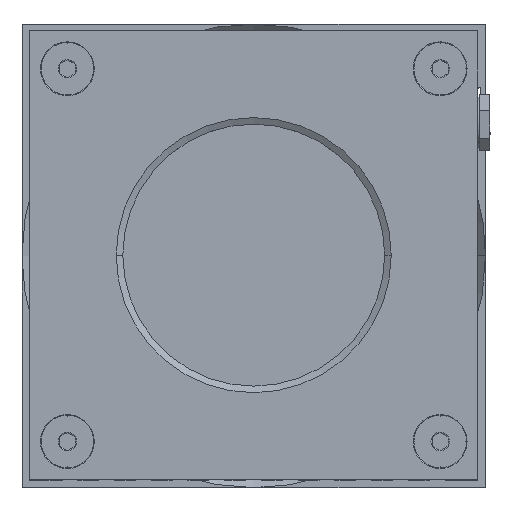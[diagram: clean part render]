
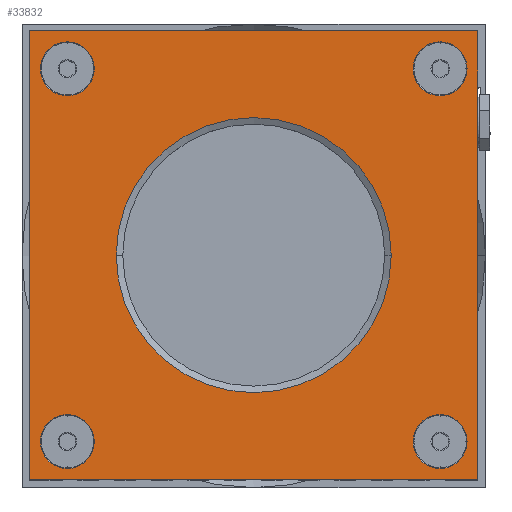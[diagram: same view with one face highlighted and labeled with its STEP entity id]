
A CAD part, top view. The second image highlights one B-rep face of the part: STEP entity #33832.
In plain terms, the highlighted planar face has unit normal (0, 0, 1).
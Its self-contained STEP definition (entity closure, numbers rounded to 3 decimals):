
#102 = AXIS2_PLACEMENT_3D ( 'NONE', #79112, #14529, #15467 ) ;
#108 = AXIS2_PLACEMENT_3D ( 'NONE', #17132, #45206, #16851 ) ;
#161 = ORIENTED_EDGE ( 'NONE', *, *, #54555, .T. ) ;
#628 = VERTEX_POINT ( 'NONE', #77010 ) ;
#772 = FACE_BOUND ( 'NONE', #80527, .T. ) ;
#1821 = VERTEX_POINT ( 'NONE', #30165 ) ;
#1944 = EDGE_CURVE ( 'NONE', #72370, #91857, #59062, .T. ) ;
#2315 = CARTESIAN_POINT ( 'NONE',  ( -36.309, -8.193, 16. ) ) ;
#3881 = DIRECTION ( 'NONE',  ( 0., 0., 1. ) ) ;
#4173 = EDGE_CURVE ( 'NONE', #76818, #78362, #75244, .T. ) ;
#4557 = VECTOR ( 'NONE', #28535, 1000. ) ;
#5583 = CARTESIAN_POINT ( 'NONE',  ( -34.155, 73.307, 16. ) ) ;
#7647 = CIRCLE ( 'NONE', #68953, 5.347 ) ;
#8246 = VERTEX_POINT ( 'NONE', #28293 ) ;
#9430 = CARTESIAN_POINT ( 'NONE',  ( -36.309, 80.807, 16. ) ) ;
#10801 = FACE_BOUND ( 'NONE', #38826, .T. ) ;
#11176 = AXIS2_PLACEMENT_3D ( 'NONE', #12406, #41388, #91053 ) ;
#12382 = CARTESIAN_POINT ( 'NONE',  ( -28.809, 73.307, 16. ) ) ;
#12406 = CARTESIAN_POINT ( 'NONE',  ( 45.191, -0.693, 16. ) ) ;
#12939 = VERTEX_POINT ( 'NONE', #57315 ) ;
#13095 = CIRCLE ( 'NONE', #77515, 27.299 ) ;
#13574 = CARTESIAN_POINT ( 'NONE',  ( 52.691, 80.807, 16. ) ) ;
#14468 = EDGE_CURVE ( 'NONE', #78362, #76818, #26998, .T. ) ;
#14529 = DIRECTION ( 'NONE',  ( 0., 0., 1. ) ) ;
#14824 = VERTEX_POINT ( 'NONE', #74410 ) ;
#15334 = ORIENTED_EDGE ( 'NONE', *, *, #4173, .F. ) ;
#15467 = DIRECTION ( 'NONE',  ( 1., 0., 0. ) ) ;
#16611 = CARTESIAN_POINT ( 'NONE',  ( -34.155, -0.693, 16. ) ) ;
#16851 = DIRECTION ( 'NONE',  ( 1., 0., 0. ) ) ;
#17001 = CARTESIAN_POINT ( 'NONE',  ( 45.191, 73.307, 16. ) ) ;
#17132 = CARTESIAN_POINT ( 'NONE',  ( 8.191, 36.307, 16. ) ) ;
#17655 = ORIENTED_EDGE ( 'NONE', *, *, #92623, .T. ) ;
#17961 = DIRECTION ( 'NONE',  ( 1., 0., 0. ) ) ;
#19843 = AXIS2_PLACEMENT_3D ( 'NONE', #59340, #45265, #52747 ) ;
#20842 = ORIENTED_EDGE ( 'NONE', *, *, #23712, .F. ) ;
#21328 = AXIS2_PLACEMENT_3D ( 'NONE', #46019, #67225, #25119 ) ;
#21345 = DIRECTION ( 'NONE',  ( 0., 0., 1. ) ) ;
#22106 = VERTEX_POINT ( 'NONE', #77448 ) ;
#23712 = EDGE_CURVE ( 'NONE', #1821, #83350, #46805, .T. ) ;
#24472 = VERTEX_POINT ( 'NONE', #16611 ) ;
#25119 = DIRECTION ( 'NONE',  ( 1., 0., 0. ) ) ;
#25712 = EDGE_LOOP ( 'NONE', ( #78704, #161, #41825, #33868 ) ) ;
#25757 = CIRCLE ( 'NONE', #11176, 5.347 ) ;
#25982 = DIRECTION ( 'NONE',  ( 1., 0., 0. ) ) ;
#26998 = CIRCLE ( 'NONE', #69736, 5.347 ) ;
#27079 = EDGE_LOOP ( 'NONE', ( #15334, #37233 ) ) ;
#27088 = DIRECTION ( 'NONE',  ( 1., 0., 0. ) ) ;
#27530 = FACE_OUTER_BOUND ( 'NONE', #25712, .T. ) ;
#28293 = CARTESIAN_POINT ( 'NONE',  ( 39.845, -0.693, 16. ) ) ;
#28535 = DIRECTION ( 'NONE',  ( 0., -1., 0. ) ) ;
#29047 = LINE ( 'NONE', #36934, #4557 ) ;
#29335 = CIRCLE ( 'NONE', #35383, 5.347 ) ;
#29738 = FACE_BOUND ( 'NONE', #71929, .T. ) ;
#30165 = CARTESIAN_POINT ( 'NONE',  ( 50.538, 73.307, 16. ) ) ;
#31310 = DIRECTION ( 'NONE',  ( 1., 0., 0. ) ) ;
#32203 = EDGE_CURVE ( 'NONE', #40084, #87000, #29047, .T. ) ;
#33832 = ADVANCED_FACE ( 'NONE', ( #53220, #50976, #10801, #29738, #772, #27530 ), #89734, .T. ) ;
#33868 = ORIENTED_EDGE ( 'NONE', *, *, #88087, .T. ) ;
#34232 = CARTESIAN_POINT ( 'NONE',  ( 52.691, 80.807, 16. ) ) ;
#35383 = AXIS2_PLACEMENT_3D ( 'NONE', #17001, #3881, #31310 ) ;
#36934 = CARTESIAN_POINT ( 'NONE',  ( -36.309, 80.807, 16. ) ) ;
#37233 = ORIENTED_EDGE ( 'NONE', *, *, #14468, .F. ) ;
#37818 = CARTESIAN_POINT ( 'NONE',  ( 8.191, 36.307, 16. ) ) ;
#38826 = EDGE_LOOP ( 'NONE', ( #20842, #47470 ) ) ;
#40084 = VERTEX_POINT ( 'NONE', #72755 ) ;
#41388 = DIRECTION ( 'NONE',  ( 0., 0., 1. ) ) ;
#41825 = ORIENTED_EDGE ( 'NONE', *, *, #1944, .T. ) ;
#43482 = EDGE_CURVE ( 'NONE', #12939, #24472, #75501, .T. ) ;
#44367 = ORIENTED_EDGE ( 'NONE', *, *, #55927, .F. ) ;
#45206 = DIRECTION ( 'NONE',  ( 0., 0., -1. ) ) ;
#45265 = DIRECTION ( 'NONE',  ( 0., 0., 1. ) ) ;
#46019 = CARTESIAN_POINT ( 'NONE',  ( -36.309, -8.193, 16. ) ) ;
#46127 = EDGE_LOOP ( 'NONE', ( #17655, #71477 ) ) ;
#46805 = CIRCLE ( 'NONE', #102, 5.347 ) ;
#47470 = ORIENTED_EDGE ( 'NONE', *, *, #57026, .F. ) ;
#49432 = AXIS2_PLACEMENT_3D ( 'NONE', #12382, #91343, #77227 ) ;
#50976 = FACE_BOUND ( 'NONE', #27079, .T. ) ;
#52747 = DIRECTION ( 'NONE',  ( 1., 0., 0. ) ) ;
#53220 = FACE_BOUND ( 'NONE', #46127, .T. ) ;
#54380 = CARTESIAN_POINT ( 'NONE',  ( -36.309, -8.193, 16. ) ) ;
#54555 = EDGE_CURVE ( 'NONE', #87000, #72370, #66504, .T. ) ;
#54897 = CIRCLE ( 'NONE', #108, 27.299 ) ;
#55927 = EDGE_CURVE ( 'NONE', #24472, #12939, #68747, .T. ) ;
#56566 = CARTESIAN_POINT ( 'NONE',  ( -23.462, 73.307, 16. ) ) ;
#57026 = EDGE_CURVE ( 'NONE', #83350, #1821, #29335, .T. ) ;
#57315 = CARTESIAN_POINT ( 'NONE',  ( -23.462, -0.693, 16. ) ) ;
#59062 = LINE ( 'NONE', #13574, #69059 ) ;
#59340 = CARTESIAN_POINT ( 'NONE',  ( -28.809, -0.693, 16. ) ) ;
#59390 = DIRECTION ( 'NONE',  ( 1., 0., 0. ) ) ;
#59476 = VECTOR ( 'NONE', #80844, 1000. ) ;
#59668 = EDGE_CURVE ( 'NONE', #14824, #22106, #13095, .T. ) ;
#60698 = CARTESIAN_POINT ( 'NONE',  ( 45.191, -0.693, 16. ) ) ;
#62161 = ORIENTED_EDGE ( 'NONE', *, *, #43482, .F. ) ;
#62549 = ORIENTED_EDGE ( 'NONE', *, *, #80569, .F. ) ;
#63296 = CARTESIAN_POINT ( 'NONE',  ( 39.845, 73.307, 16. ) ) ;
#66177 = LINE ( 'NONE', #9430, #59476 ) ;
#66504 = LINE ( 'NONE', #54380, #87771 ) ;
#67225 = DIRECTION ( 'NONE',  ( 0., 0., 1. ) ) ;
#68747 = CIRCLE ( 'NONE', #19843, 5.347 ) ;
#68953 = AXIS2_PLACEMENT_3D ( 'NONE', #60698, #89134, #17961 ) ;
#69059 = VECTOR ( 'NONE', #70318, 1000. ) ;
#69736 = AXIS2_PLACEMENT_3D ( 'NONE', #69806, #77304, #27088 ) ;
#69806 = CARTESIAN_POINT ( 'NONE',  ( -28.809, 73.307, 16. ) ) ;
#70318 = DIRECTION ( 'NONE',  ( 0., 1., 0. ) ) ;
#71477 = ORIENTED_EDGE ( 'NONE', *, *, #59668, .T. ) ;
#71929 = EDGE_LOOP ( 'NONE', ( #83019, #62549 ) ) ;
#72370 = VERTEX_POINT ( 'NONE', #75967 ) ;
#72755 = CARTESIAN_POINT ( 'NONE',  ( -36.309, 80.807, 16. ) ) ;
#74410 = CARTESIAN_POINT ( 'NONE',  ( -19.108, 36.307, 16. ) ) ;
#75244 = CIRCLE ( 'NONE', #49432, 5.347 ) ;
#75501 = CIRCLE ( 'NONE', #81307, 5.347 ) ;
#75967 = CARTESIAN_POINT ( 'NONE',  ( 52.691, -8.193, 16. ) ) ;
#76818 = VERTEX_POINT ( 'NONE', #56566 ) ;
#77010 = CARTESIAN_POINT ( 'NONE',  ( 50.538, -0.693, 16. ) ) ;
#77227 = DIRECTION ( 'NONE',  ( 1., 0., 0. ) ) ;
#77304 = DIRECTION ( 'NONE',  ( 0., 0., 1. ) ) ;
#77448 = CARTESIAN_POINT ( 'NONE',  ( 35.49, 36.307, 16. ) ) ;
#77515 = AXIS2_PLACEMENT_3D ( 'NONE', #37818, #88094, #59390 ) ;
#78362 = VERTEX_POINT ( 'NONE', #5583 ) ;
#78704 = ORIENTED_EDGE ( 'NONE', *, *, #32203, .T. ) ;
#78769 = CARTESIAN_POINT ( 'NONE',  ( -28.809, -0.693, 16. ) ) ;
#79112 = CARTESIAN_POINT ( 'NONE',  ( 45.191, 73.307, 16. ) ) ;
#80527 = EDGE_LOOP ( 'NONE', ( #62161, #44367 ) ) ;
#80569 = EDGE_CURVE ( 'NONE', #8246, #628, #7647, .T. ) ;
#80844 = DIRECTION ( 'NONE',  ( -1., 0., 0. ) ) ;
#81307 = AXIS2_PLACEMENT_3D ( 'NONE', #78769, #21345, #85004 ) ;
#83019 = ORIENTED_EDGE ( 'NONE', *, *, #89036, .F. ) ;
#83350 = VERTEX_POINT ( 'NONE', #63296 ) ;
#85004 = DIRECTION ( 'NONE',  ( 1., 0., 0. ) ) ;
#87000 = VERTEX_POINT ( 'NONE', #2315 ) ;
#87771 = VECTOR ( 'NONE', #25982, 1000. ) ;
#88087 = EDGE_CURVE ( 'NONE', #91857, #40084, #66177, .T. ) ;
#88094 = DIRECTION ( 'NONE',  ( 0., 0., -1. ) ) ;
#89036 = EDGE_CURVE ( 'NONE', #628, #8246, #25757, .T. ) ;
#89134 = DIRECTION ( 'NONE',  ( 0., 0., 1. ) ) ;
#89734 = PLANE ( 'NONE',  #21328 ) ;
#91053 = DIRECTION ( 'NONE',  ( 1., 0., 0. ) ) ;
#91343 = DIRECTION ( 'NONE',  ( 0., 0., 1. ) ) ;
#91857 = VERTEX_POINT ( 'NONE', #34232 ) ;
#92623 = EDGE_CURVE ( 'NONE', #22106, #14824, #54897, .T. ) ;
